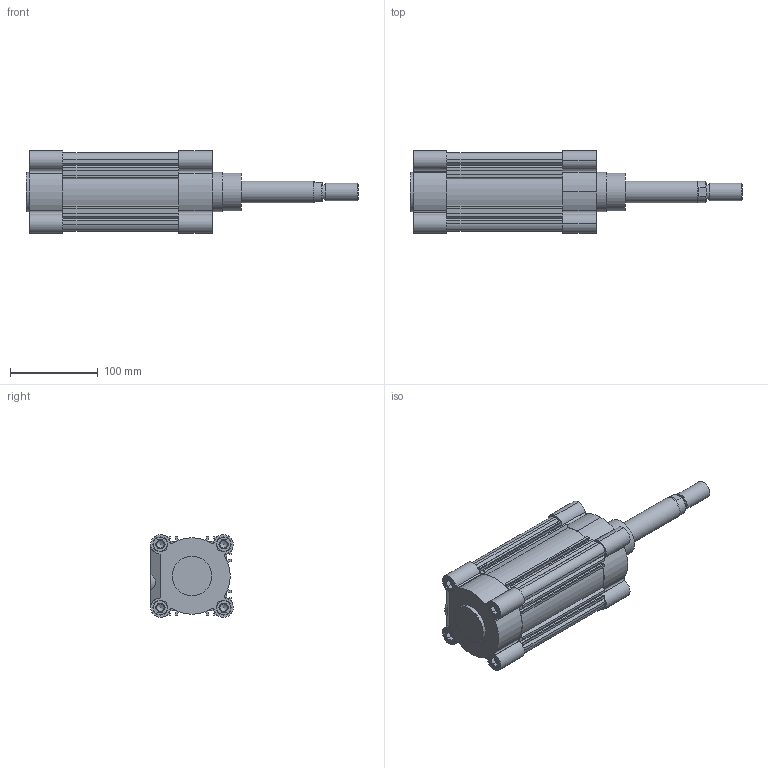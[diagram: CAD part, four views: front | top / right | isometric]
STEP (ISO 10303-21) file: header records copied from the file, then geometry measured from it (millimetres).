
FILE_DESCRIPTION(/* description */ ('Alibre Inc.'),/* implementation_level */ '2;1');
FILE_NAME(/* name */ 'export-21DFA381-063E-4AC7-A5C9-9594D51DA636',/* time_stamp */ '2021-12-30T17:02:56+01:00',/* author */ (''),/* organization */ (''),/* preprocessor_version */ 'ST-DEVELOPER v17',/* originating_system */ 'Alibre',/* authorisation */ '');
FILE_SCHEMA (('AUTOMOTIVE_DESIGN'));
Length unit declared in the file: millimetre
Products named in the file (5): _80-HL; _80-121-80--150-B; _80121-HR; _8012180-R; 121A800080ZP-0-0-0--/(80-0)
Bounding box: 378 x 94 x 94 mm (x, y, z)
Volume: 1238155.4 mm3; surface area: 236193.4 mm2
Topology: 4 solids, 4 shells, 356 faces, 921 edges, 600 vertices
Faces by surface type: plane 236, cylinder 98, cone 22
Full cylindrical faces by diameter (mm): 8.376 x8, 8.5 x2, 14.95 x2, 16 x8, 17 x9, 20 x1, 24 x1, 25 x2, 43 x1, 45 x2, 80 x4
Entity records: 10828 total; most frequent: CARTESIAN_POINT 1831, ORIENTED_EDGE 1822, DIRECTION 1584, EDGE_CURVE 911, VECTOR 616, LINE 616, AXIS2_PLACEMENT_3D 602, VERTEX_POINT 600
